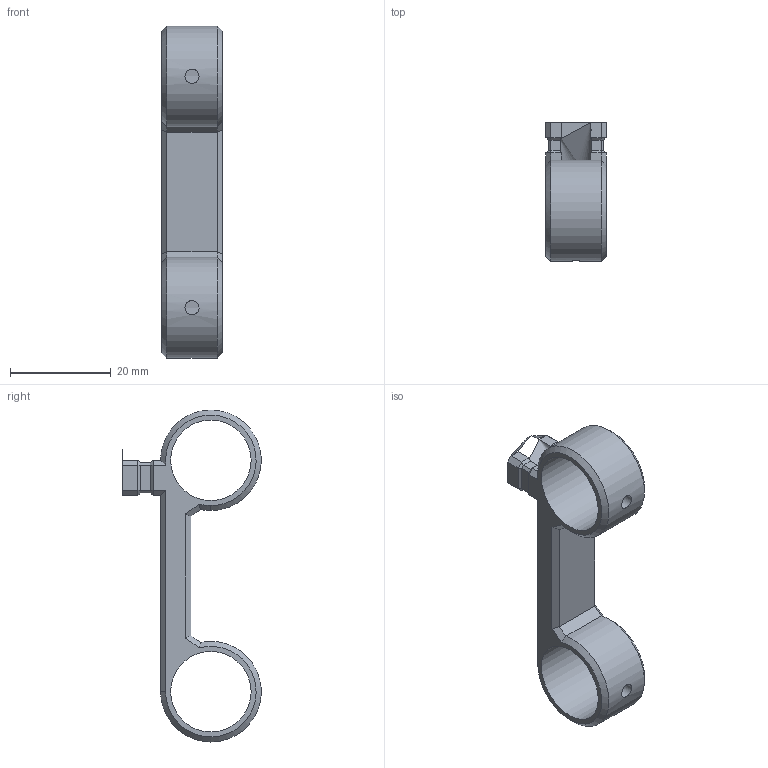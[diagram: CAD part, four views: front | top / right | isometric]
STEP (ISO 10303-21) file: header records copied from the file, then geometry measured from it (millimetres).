
FILE_DESCRIPTION(('FreeCAD Model'),'2;1');
FILE_NAME('Open CASCADE Shape Model','2023-04-16T17:39:41',('Author'),( ''),'Open CASCADE STEP processor 7.5','FreeCAD','Unknown');
FILE_SCHEMA(('AUTOMOTIVE_DESIGN { 1 0 10303 214 1 1 1 1 }'));
Length unit declared in the file: millimetre
Products named in the file (1): front.rod.holder.L
Bounding box: 12 x 27.5 x 66 mm (x, y, z)
Volume: 5351.5 mm3; surface area: 4259.7 mm2
Topology: 1 solids, 1 shells, 74 faces, 173 edges, 98 vertices
Faces by surface type: plane 56, cone 8, cylinder 7, bspline 3
Full cylindrical faces by diameter (mm): 2.8 x2, 16 x2
Entity records: 4910 total; most frequent: CARTESIAN_POINT 1500, DIRECTION 608, LINE 388, VECTOR 388, ORIENTED_EDGE 340, PCURVE 340, DEFINITIONAL_REPRESENTATION 340, EDGE_CURVE 170
